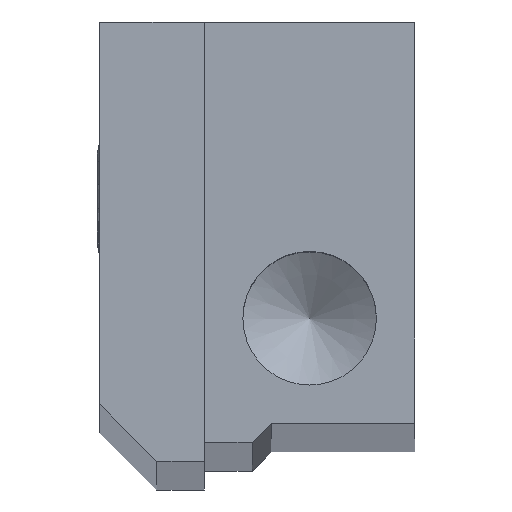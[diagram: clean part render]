
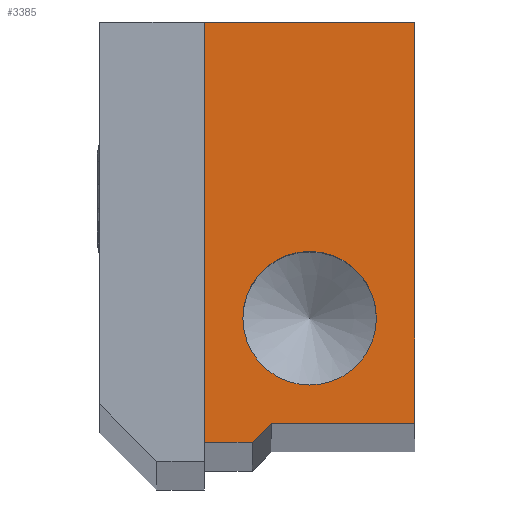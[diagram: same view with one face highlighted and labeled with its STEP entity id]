
A CAD part, top view. The second image highlights one B-rep face of the part: STEP entity #3385.
In plain terms, the highlighted planar face has unit normal (0, 0, 1).
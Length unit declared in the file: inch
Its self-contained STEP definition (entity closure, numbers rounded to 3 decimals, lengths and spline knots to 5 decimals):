
#2951=CARTESIAN_POINT('',(-0.125,-0.96875,54.0));
#2952=VERTEX_POINT('',#2951);
#2953=CARTESIAN_POINT('',(-0.34375,-0.96875,54.0));
#2954=DIRECTION('',(0.0,0.0,-1.0));
#2955=DIRECTION('',(1.0,0.0,0.0));
#2956=AXIS2_PLACEMENT_3D('',#2953,#2954,#2955);
#2957=CIRCLE('',#2956,0.21875);
#2958=EDGE_CURVE('',#2952,#2952,#2957,.T.);
#3008=CARTESIAN_POINT('',(0.,-1.3125,54.0));
#3009=VERTEX_POINT('',#3008);
#3010=CARTESIAN_POINT('',(-0.46925,-1.3125,54.0));
#3011=VERTEX_POINT('',#3010);
#3012=CARTESIAN_POINT('',(0.,-1.3125,54.0));
#3013=DIRECTION('',(-1.0,0.0,0.0));
#3014=VECTOR('',#3013,0.46925);
#3015=LINE('',#3012,#3014);
#3016=EDGE_CURVE('',#3009,#3011,#3015,.T.);
#3048=CARTESIAN_POINT('',(-0.53175,-1.375,54.0));
#3049=VERTEX_POINT('',#3048);
#3050=CARTESIAN_POINT('',(-0.46925,-1.3125,54.0));
#3051=DIRECTION('',(-0.707,-0.707,0.0));
#3052=VECTOR('',#3051,0.08839);
#3053=LINE('',#3050,#3052);
#3054=EDGE_CURVE('',#3011,#3049,#3053,.T.);
#3079=CARTESIAN_POINT('',(-0.688,-1.375,54.0));
#3080=VERTEX_POINT('',#3079);
#3081=CARTESIAN_POINT('',(-0.53175,-1.375,54.0));
#3082=DIRECTION('',(-1.0,0.0,0.0));
#3083=VECTOR('',#3082,0.15625);
#3084=LINE('',#3081,#3083);
#3085=EDGE_CURVE('',#3049,#3080,#3084,.T.);
#3110=CARTESIAN_POINT('',(-0.688,0.,54.0));
#3111=VERTEX_POINT('',#3110);
#3112=CARTESIAN_POINT('',(-0.688,-1.375,54.0));
#3113=DIRECTION('',(0.0,1.0,0.0));
#3114=VECTOR('',#3113,1.375);
#3115=LINE('',#3112,#3114);
#3116=EDGE_CURVE('',#3080,#3111,#3115,.T.);
#3231=CARTESIAN_POINT('',(0.0,0.0,54.0));
#3232=VERTEX_POINT('',#3231);
#3233=CARTESIAN_POINT('',(-0.688,0.,54.0));
#3234=DIRECTION('',(1.0,0.0,0.0));
#3235=VECTOR('',#3234,0.688);
#3236=LINE('',#3233,#3235);
#3237=EDGE_CURVE('',#3111,#3232,#3236,.T.);
#3262=CARTESIAN_POINT('',(0.0,0.0,54.0));
#3263=DIRECTION('',(0.0,-1.0,0.0));
#3264=VECTOR('',#3263,1.3125);
#3265=LINE('',#3262,#3264);
#3266=EDGE_CURVE('',#3232,#3009,#3265,.T.);
#3369=CARTESIAN_POINT('',(-0.35025,-0.67398,54.0));
#3370=DIRECTION('',(0.0,0.0,1.0));
#3371=DIRECTION('',(1.0,0.0,0.0));
#3372=AXIS2_PLACEMENT_3D('',#3369,#3370,#3371);
#3373=PLANE('',#3372);
#3374=ORIENTED_EDGE('',*,*,#3016,.F.);
#3375=ORIENTED_EDGE('',*,*,#3266,.F.);
#3376=ORIENTED_EDGE('',*,*,#3237,.F.);
#3377=ORIENTED_EDGE('',*,*,#3116,.F.);
#3378=ORIENTED_EDGE('',*,*,#3085,.F.);
#3379=ORIENTED_EDGE('',*,*,#3054,.F.);
#3380=EDGE_LOOP('',(#3374,#3375,#3376,#3377,#3378,#3379));
#3381=FACE_OUTER_BOUND('',#3380,.T.);
#3382=ORIENTED_EDGE('',*,*,#2958,.T.);
#3383=EDGE_LOOP('',(#3382));
#3384=FACE_BOUND('',#3383,.T.);
#3385=ADVANCED_FACE('',(#3381,#3384),#3373,.T.);
